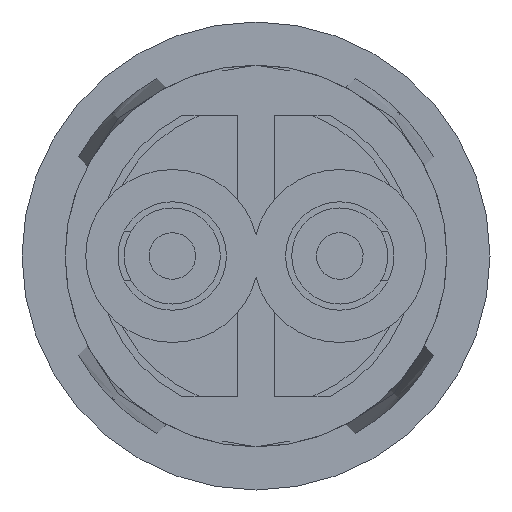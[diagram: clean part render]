
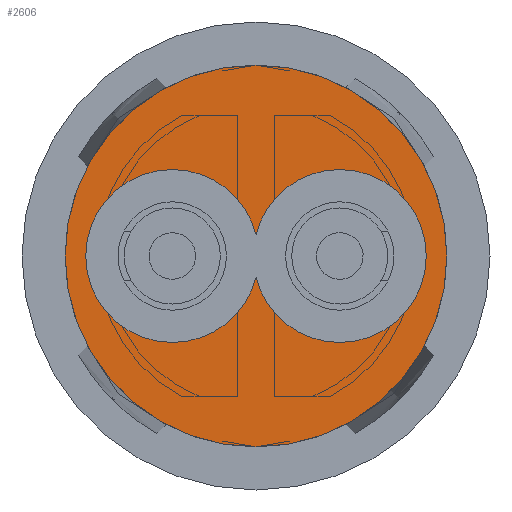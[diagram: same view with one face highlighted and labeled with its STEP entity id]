
A CAD part, front view. The second image highlights one B-rep face of the part: STEP entity #2606.
In plain terms, the highlighted planar face has unit normal (0, -1, 0).
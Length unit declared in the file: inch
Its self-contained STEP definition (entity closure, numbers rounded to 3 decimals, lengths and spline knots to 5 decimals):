
#93 = PLANE ( 'NONE',  #2021 ) ;
#267 = ORIENTED_EDGE ( 'NONE', *, *, #2699, .T. ) ;
#307 = DIRECTION ( 'NONE',  ( 0., 1., 0. ) ) ;
#453 = CARTESIAN_POINT ( 'NONE',  ( -0.07749, -0.312, 0. ) ) ;
#516 = ORIENTED_EDGE ( 'NONE', *, *, #617, .F. ) ;
#534 = VERTEX_POINT ( 'NONE', #2306 ) ;
#536 = DIRECTION ( 'NONE',  ( 0., 1., 0. ) ) ;
#575 = ORIENTED_EDGE ( 'NONE', *, *, #2996, .T. ) ;
#617 = EDGE_CURVE ( 'NONE', #4056, #1055, #1231, .T. ) ;
#683 = CARTESIAN_POINT ( 'NONE',  ( 0., -0.312, 0.07749 ) ) ;
#703 = EDGE_LOOP ( 'NONE', ( #267, #3830, #575, #1145, #3877, #1504 ) ) ;
#746 = CARTESIAN_POINT ( 'NONE',  ( -0.034, -0.312, 0. ) ) ;
#774 = CARTESIAN_POINT ( 'NONE',  ( -0.034, -0.312, 0. ) ) ;
#784 = VERTEX_POINT ( 'NONE', #2019 ) ;
#871 = DIRECTION ( 'NONE',  ( 0., 1., 0. ) ) ;
#886 = CIRCLE ( 'NONE', #902, 0.0351 ) ;
#902 = AXIS2_PLACEMENT_3D ( 'NONE', #774, #3268, #1123 ) ;
#932 = DIRECTION ( 'NONE',  ( 0., 0., -1. ) ) ;
#974 = CARTESIAN_POINT ( 'NONE',  ( 0.034, -0.312, -0.0351 ) ) ;
#1000 = VERTEX_POINT ( 'NONE', #974 ) ;
#1040 = DIRECTION ( 'NONE',  ( 0., 1., 0. ) ) ;
#1055 = VERTEX_POINT ( 'NONE', #3224 ) ;
#1091 = DIRECTION ( 'NONE',  ( 0., 1., 0. ) ) ;
#1123 = DIRECTION ( 'NONE',  ( 0., 0., -1. ) ) ;
#1145 = ORIENTED_EDGE ( 'NONE', *, *, #2365, .T. ) ;
#1164 = AXIS2_PLACEMENT_3D ( 'NONE', #1212, #536, #1270 ) ;
#1212 = CARTESIAN_POINT ( 'NONE',  ( -0.034, -0.312, 0. ) ) ;
#1219 = CIRCLE ( 'NONE', #1865, 0.0351 ) ;
#1231 = CIRCLE ( 'NONE', #2431, 0.07749 ) ;
#1270 = DIRECTION ( 'NONE',  ( 0., 0., -1. ) ) ;
#1371 = FACE_BOUND ( 'NONE', #703, .T. ) ;
#1504 = ORIENTED_EDGE ( 'NONE', *, *, #1555, .T. ) ;
#1546 = VERTEX_POINT ( 'NONE', #1659 ) ;
#1555 = EDGE_CURVE ( 'NONE', #784, #534, #2386, .T. ) ;
#1578 = AXIS2_PLACEMENT_3D ( 'NONE', #746, #3957, #2313 ) ;
#1659 = CARTESIAN_POINT ( 'NONE',  ( -0.034, -0.312, -0.0351 ) ) ;
#1805 = CIRCLE ( 'NONE', #4585, 0.0351 ) ;
#1843 = CARTESIAN_POINT ( 'NONE',  ( 0., -0.312, -0.00872 ) ) ;
#1859 = DIRECTION ( 'NONE',  ( 0., 0., -1. ) ) ;
#1865 = AXIS2_PLACEMENT_3D ( 'NONE', #3749, #1914, #932 ) ;
#1868 = EDGE_LOOP ( 'NONE', ( #516, #2453 ) ) ;
#1914 = DIRECTION ( 'NONE',  ( 0., 1., 0. ) ) ;
#2019 = CARTESIAN_POINT ( 'NONE',  ( -0.034, -0.312, 0.0351 ) ) ;
#2021 = AXIS2_PLACEMENT_3D ( 'NONE', #453, #4023, #1859 ) ;
#2034 = CIRCLE ( 'NONE', #3201, 0.07749 ) ;
#2306 = CARTESIAN_POINT ( 'NONE',  ( 0., -0.312, 0.00872 ) ) ;
#2313 = DIRECTION ( 'NONE',  ( 0., 0., -1. ) ) ;
#2365 = EDGE_CURVE ( 'NONE', #3175, #1546, #2385, .T. ) ;
#2385 = CIRCLE ( 'NONE', #1164, 0.0351 ) ;
#2386 = CIRCLE ( 'NONE', #1578, 0.0351 ) ;
#2426 = CARTESIAN_POINT ( 'NONE',  ( 0., -0.312, 0. ) ) ;
#2431 = AXIS2_PLACEMENT_3D ( 'NONE', #2499, #1040, #4337 ) ;
#2451 = EDGE_CURVE ( 'NONE', #2879, #1000, #1219, .T. ) ;
#2453 = ORIENTED_EDGE ( 'NONE', *, *, #3503, .F. ) ;
#2499 = CARTESIAN_POINT ( 'NONE',  ( 0., -0.312, 0. ) ) ;
#2606 = ADVANCED_FACE ( 'NONE', ( #3170, #1371 ), #93, .T. ) ;
#2699 = EDGE_CURVE ( 'NONE', #534, #2879, #3884, .T. ) ;
#2793 = DIRECTION ( 'NONE',  ( 0., 0., 1. ) ) ;
#2879 = VERTEX_POINT ( 'NONE', #3095 ) ;
#2996 = EDGE_CURVE ( 'NONE', #1000, #3175, #1805, .T. ) ;
#2999 = AXIS2_PLACEMENT_3D ( 'NONE', #3013, #871, #3371 ) ;
#3013 = CARTESIAN_POINT ( 'NONE',  ( 0.034, -0.312, 0. ) ) ;
#3040 = EDGE_CURVE ( 'NONE', #1546, #784, #886, .T. ) ;
#3095 = CARTESIAN_POINT ( 'NONE',  ( 0.034, -0.312, 0.0351 ) ) ;
#3170 = FACE_OUTER_BOUND ( 'NONE', #1868, .T. ) ;
#3175 = VERTEX_POINT ( 'NONE', #1843 ) ;
#3201 = AXIS2_PLACEMENT_3D ( 'NONE', #2426, #307, #2793 ) ;
#3224 = CARTESIAN_POINT ( 'NONE',  ( 0., -0.312, -0.07749 ) ) ;
#3239 = CARTESIAN_POINT ( 'NONE',  ( 0.034, -0.312, 0. ) ) ;
#3268 = DIRECTION ( 'NONE',  ( 0., 1., 0. ) ) ;
#3371 = DIRECTION ( 'NONE',  ( 0., 0., -1. ) ) ;
#3503 = EDGE_CURVE ( 'NONE', #1055, #4056, #2034, .T. ) ;
#3589 = DIRECTION ( 'NONE',  ( 0., 0., -1. ) ) ;
#3749 = CARTESIAN_POINT ( 'NONE',  ( 0.034, -0.312, 0. ) ) ;
#3830 = ORIENTED_EDGE ( 'NONE', *, *, #2451, .T. ) ;
#3877 = ORIENTED_EDGE ( 'NONE', *, *, #3040, .T. ) ;
#3884 = CIRCLE ( 'NONE', #2999, 0.0351 ) ;
#3957 = DIRECTION ( 'NONE',  ( 0., 1., 0. ) ) ;
#4023 = DIRECTION ( 'NONE',  ( 0., -1., 0. ) ) ;
#4056 = VERTEX_POINT ( 'NONE', #683 ) ;
#4337 = DIRECTION ( 'NONE',  ( 0., 0., 1. ) ) ;
#4585 = AXIS2_PLACEMENT_3D ( 'NONE', #3239, #1091, #3589 ) ;
